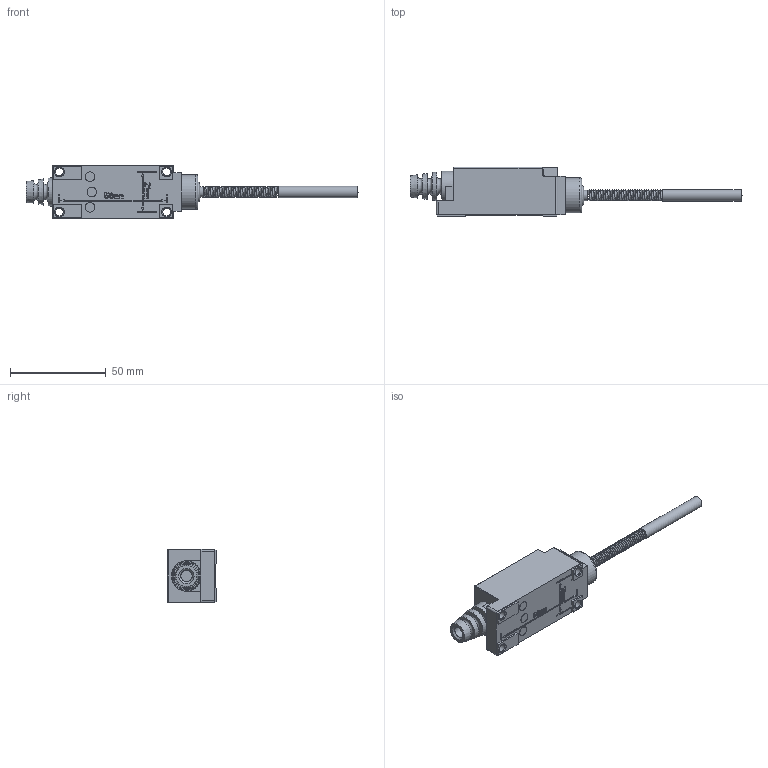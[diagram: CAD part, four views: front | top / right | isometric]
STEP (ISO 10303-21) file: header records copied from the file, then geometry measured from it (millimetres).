
FILE_DESCRIPTION(('STEP AP203'), '1');
FILE_NAME('MTB4-LZ8168_3D', '2025-08-07T15:18:38', (''), (''), 'C3D Converter', 'C3D Toolkit', '');
FILE_SCHEMA(('CONFIG_CONTROL_DESIGN'));
Length unit declared in the file: millimetre
Bounding box: 173.45 x 25.98 x 28 mm (x, y, z)
Volume: 46396.7 mm3; surface area: 13633.4 mm2
Topology: 3 solids, 3 shells, 505 faces, 1354 edges, 890 vertices
Faces by surface type: plane 421, cylinder 44, bspline 18, cone 9, sphere 8, torus 5
Full cylindrical faces by diameter (mm): 2 x1, 4.2 x4, 5 x3, 5.4 x1, 6 x2, 6.2 x3, 18.3 x1
Entity records: 24693 total; most frequent: CARTESIAN_POINT 12178, ORIENTED_EDGE 2642, DIRECTION 2370, EDGE_CURVE 1321, LINE 1136, VECTOR 1136, VERTEX_POINT 889, AXIS2_PLACEMENT_3D 617
